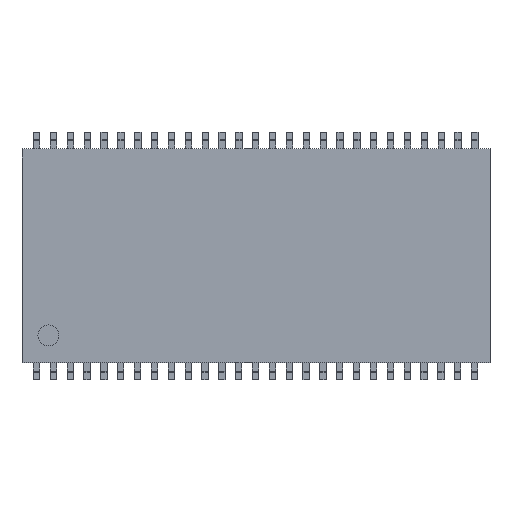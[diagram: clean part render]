
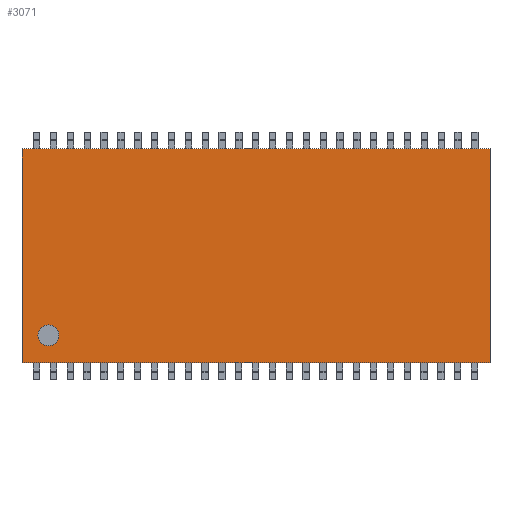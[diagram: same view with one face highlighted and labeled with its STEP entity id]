
A CAD part, top view. The second image highlights one B-rep face of the part: STEP entity #3071.
In plain terms, the highlighted planar face has unit normal (0, 0, 1).
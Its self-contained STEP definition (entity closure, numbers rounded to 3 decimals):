
#424 = LINE ( 'NONE', #4941, #2592 ) ;
#463 = VERTEX_POINT ( 'NONE', #4127 ) ;
#1050 = VECTOR ( 'NONE', #6793, 1000. ) ;
#1310 = VERTEX_POINT ( 'NONE', #8111 ) ;
#1969 = EDGE_CURVE ( 'NONE', #6273, #463, #4276, .T. ) ;
#2245 = LINE ( 'NONE', #4805, #5196 ) ;
#2443 = ORIENTED_EDGE ( 'NONE', *, *, #1969, .T. ) ;
#2461 = ORIENTED_EDGE ( 'NONE', *, *, #5890, .T. ) ;
#2592 = VECTOR ( 'NONE', #7614, 1000. ) ;
#3071 = ADVANCED_FACE ( 'NONE', ( #3459 ), #6738, .T. ) ;
#3459 = FACE_OUTER_BOUND ( 'NONE', #5152, .T. ) ;
#3499 = DIRECTION ( 'NONE',  ( 0., 0., 1. ) ) ;
#3552 = CARTESIAN_POINT ( 'NONE',  ( -11.11, -5.08, 1.2 ) ) ;
#3599 = CARTESIAN_POINT ( 'NONE',  ( -11.11, -5.08, 1.2 ) ) ;
#3644 = VECTOR ( 'NONE', #4750, 1000. ) ;
#3998 = ORIENTED_EDGE ( 'NONE', *, *, #7746, .T. ) ;
#4127 = CARTESIAN_POINT ( 'NONE',  ( -11.11, 5.08, 1.2 ) ) ;
#4276 = LINE ( 'NONE', #5568, #1050 ) ;
#4304 = ORIENTED_EDGE ( 'NONE', *, *, #5537, .T. ) ;
#4718 = DIRECTION ( 'NONE',  ( 1., 0., 0. ) ) ;
#4745 = CARTESIAN_POINT ( 'NONE',  ( -11.11, -5.08, 1.2 ) ) ;
#4750 = DIRECTION ( 'NONE',  ( 0., -1., 0. ) ) ;
#4805 = CARTESIAN_POINT ( 'NONE',  ( -11.11, -5.08, 1.2 ) ) ;
#4941 = CARTESIAN_POINT ( 'NONE',  ( 11.11, -5.08, 1.2 ) ) ;
#5152 = EDGE_LOOP ( 'NONE', ( #4304, #2461, #2443, #3998 ) ) ;
#5196 = VECTOR ( 'NONE', #4718, 1000. ) ;
#5537 = EDGE_CURVE ( 'NONE', #7758, #1310, #2245, .T. ) ;
#5568 = CARTESIAN_POINT ( 'NONE',  ( -11.11, 5.08, 1.2 ) ) ;
#5890 = EDGE_CURVE ( 'NONE', #1310, #6273, #424, .T. ) ;
#6106 = DIRECTION ( 'NONE',  ( 1., 0., 0. ) ) ;
#6273 = VERTEX_POINT ( 'NONE', #6561 ) ;
#6561 = CARTESIAN_POINT ( 'NONE',  ( 11.11, 5.08, 1.2 ) ) ;
#6738 = PLANE ( 'NONE',  #6846 ) ;
#6744 = LINE ( 'NONE', #3552, #3644 ) ;
#6793 = DIRECTION ( 'NONE',  ( -1., 0., 0. ) ) ;
#6846 = AXIS2_PLACEMENT_3D ( 'NONE', #4745, #3499, #6106 ) ;
#7614 = DIRECTION ( 'NONE',  ( 0., 1., 0. ) ) ;
#7746 = EDGE_CURVE ( 'NONE', #463, #7758, #6744, .T. ) ;
#7758 = VERTEX_POINT ( 'NONE', #3599 ) ;
#8111 = CARTESIAN_POINT ( 'NONE',  ( 11.11, -5.08, 1.2 ) ) ;
